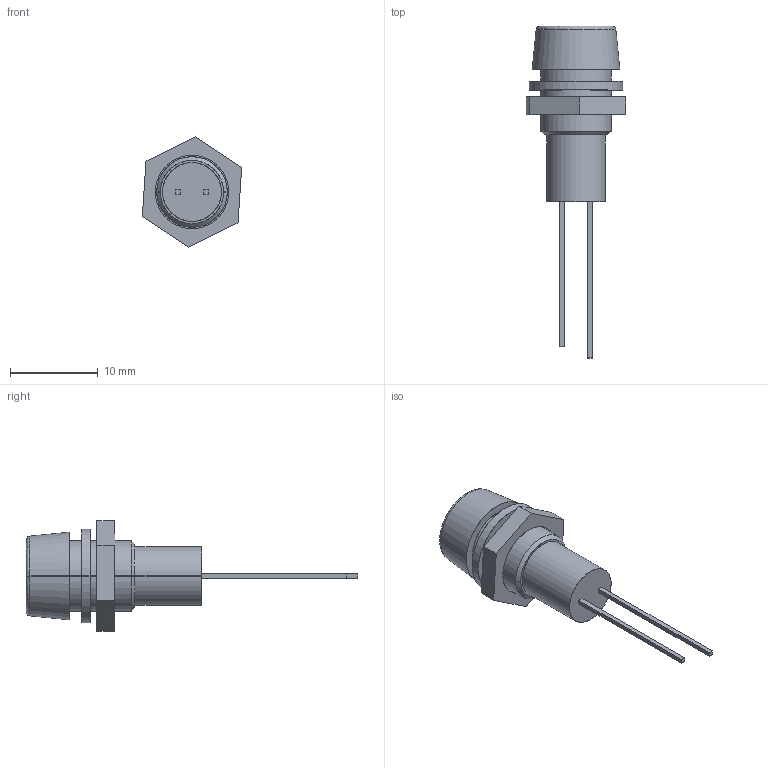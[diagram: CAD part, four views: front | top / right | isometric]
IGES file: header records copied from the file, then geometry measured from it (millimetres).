
Start section: SolidWorks IGES file using analytic representation for surfaces
Global section: file name: L65DXXXL.IGS; native system: SolidWorks 2018; preprocessor: SolidWorks 2018; author: chwang; date: 200427.162715; units: inch
Bounding box: 11.3 x 37.74 x 12.57 mm (x, y, z)
Surface area: 1114.5 mm2 (no closed solid volume)
Topology: 0 solids, 0 shells, 44 faces, 584 edges, 582 vertices
Faces by surface type: bspline 26, revolution 18
